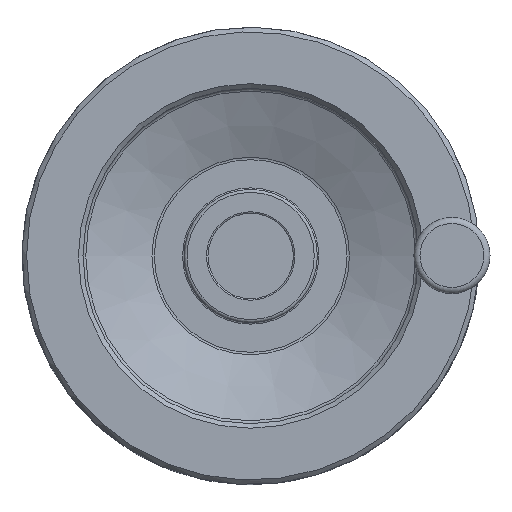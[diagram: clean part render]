
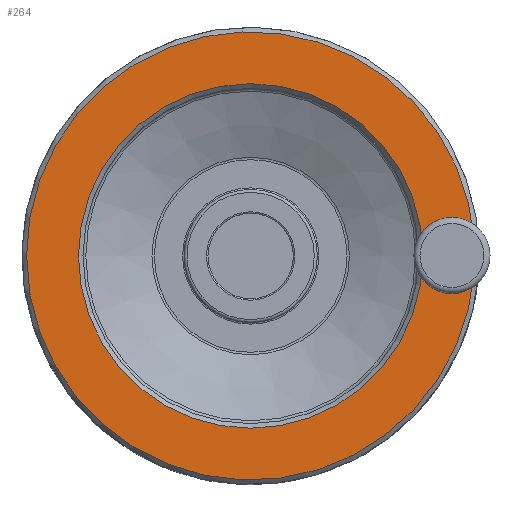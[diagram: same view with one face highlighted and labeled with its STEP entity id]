
A CAD part, top view. The second image highlights one B-rep face of the part: STEP entity #264.
In plain terms, the highlighted planar face has unit normal (0, 0, 1).
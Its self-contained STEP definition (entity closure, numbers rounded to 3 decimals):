
#264 = ADVANCED_FACE( '', ( #651, #652 ), #653, .T. );
#651 = FACE_OUTER_BOUND( '', #1584, .T. );
#652 = FACE_BOUND( '', #1585, .T. );
#653 = PLANE( '', #1586 );
#1584 = EDGE_LOOP( '', ( #2980, #2981 ) );
#1585 = EDGE_LOOP( '', ( #2982 ) );
#1586 = AXIS2_PLACEMENT_3D( '', #2983, #2984, #2985 );
#2980 = ORIENTED_EDGE( '', *, *, #3806, .T. );
#2981 = ORIENTED_EDGE( '', *, *, #3813, .T. );
#2982 = ORIENTED_EDGE( '', *, *, #3920, .T. );
#2983 = CARTESIAN_POINT( '', ( 55., 0., 35. ) );
#2984 = DIRECTION( '', ( 0., 0., 1. ) );
#2985 = DIRECTION( '', ( 1., 0., 0. ) );
#3806 = EDGE_CURVE( '', #4260, #4259, #4262, .F. );
#3813 = EDGE_CURVE( '', #4259, #4260, #4273, .T. );
#3920 = EDGE_CURVE( '', #4449, #4449, #4450, .F. );
#4259 = VERTEX_POINT( '', #5190 );
#4260 = VERTEX_POINT( '', #5191 );
#4262 = CIRCLE( '', #5193, 9. );
#4273 = CIRCLE( '', #5204, 73.5 );
#4449 = VERTEX_POINT( '', #5535 );
#4450 = CIRCLE( '', #5536, 56.5 );
#5190 = CARTESIAN_POINT( '', ( 73.313, 5.247, 35. ) );
#5191 = CARTESIAN_POINT( '', ( 73.313, -5.247, 35. ) );
#5193 = AXIS2_PLACEMENT_3D( '', #6431, #6432, #6433 );
#5204 = AXIS2_PLACEMENT_3D( '', #6446, #6447, #6448 );
#5535 = CARTESIAN_POINT( '', ( 56.5, 0., 35. ) );
#5536 = AXIS2_PLACEMENT_3D( '', #6591, #6592, #6593 );
#6431 = CARTESIAN_POINT( '', ( 66., 0., 35. ) );
#6432 = DIRECTION( '', ( 0., 0., 1. ) );
#6433 = DIRECTION( '', ( 0., -1., 0. ) );
#6446 = CARTESIAN_POINT( '', ( 0., 0., 35. ) );
#6447 = DIRECTION( '', ( 0., 0., 1. ) );
#6448 = DIRECTION( '', ( 1., 0., 0. ) );
#6591 = CARTESIAN_POINT( '', ( 0., 0., 35. ) );
#6592 = DIRECTION( '', ( 0., 0., 1. ) );
#6593 = DIRECTION( '', ( 1., 0., 0. ) );
